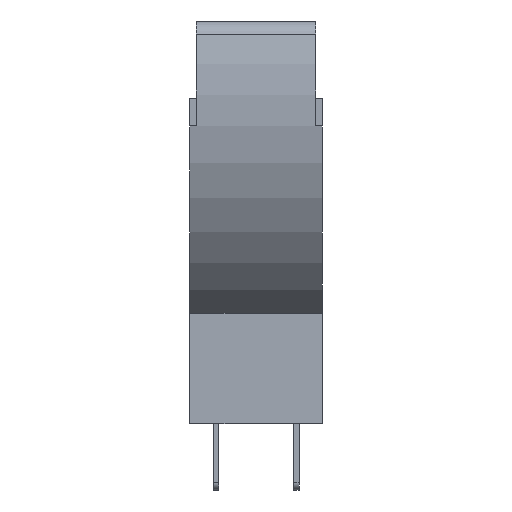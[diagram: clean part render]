
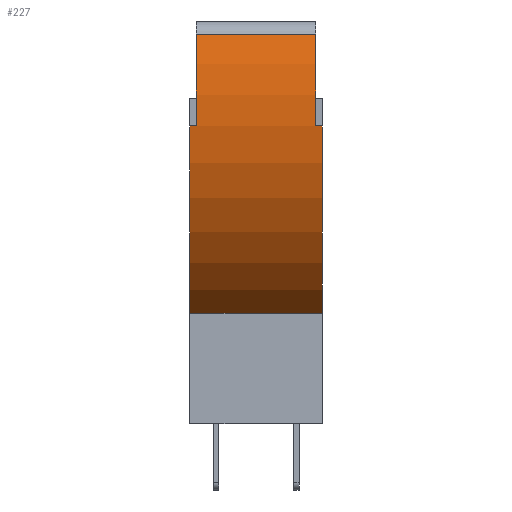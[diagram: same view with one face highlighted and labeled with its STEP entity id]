
A CAD part, left-side view. The second image highlights one B-rep face of the part: STEP entity #227.
In plain terms, the highlighted cylindrical face has radius 11.6 mm (diameter 23.2 mm), a partial arc.
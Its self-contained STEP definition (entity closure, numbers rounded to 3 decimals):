
#210 = ORIENTED_EDGE ( 'NONE', *, *, #1052, .T. ) ;
#227 = ADVANCED_FACE ( 'NONE', ( #13583 ), #15850, .T. ) ;
#415 = ORIENTED_EDGE ( 'NONE', *, *, #11279, .T. ) ;
#746 = VERTEX_POINT ( 'NONE', #14429 ) ;
#1052 = EDGE_CURVE ( 'NONE', #12916, #3297, #12619, .T. ) ;
#1432 = CARTESIAN_POINT ( 'NONE',  ( 0., -2.7, 14.574 ) ) ;
#1454 = VECTOR ( 'NONE', #5773, 1000. ) ;
#1574 = DIRECTION ( 'NONE',  ( 0., 0., -1. ) ) ;
#1683 = AXIS2_PLACEMENT_3D ( 'NONE', #1432, #15214, #8937 ) ;
#1914 = DIRECTION ( 'NONE',  ( 0., 1., 0. ) ) ;
#1926 = DIRECTION ( 'NONE',  ( 0., -1., 0. ) ) ;
#2053 = DIRECTION ( 'NONE',  ( 0., -1., 0. ) ) ;
#2312 = CARTESIAN_POINT ( 'NONE',  ( -11.185, 3., 17.649 ) ) ;
#2462 = DIRECTION ( 'NONE',  ( 0., -1., 0. ) ) ;
#2829 = AXIS2_PLACEMENT_3D ( 'NONE', #10338, #2992, #9032 ) ;
#2855 = VERTEX_POINT ( 'NONE', #7646 ) ;
#2860 = CARTESIAN_POINT ( 'NONE',  ( 0., 2.7, 14.574 ) ) ;
#2992 = DIRECTION ( 'NONE',  ( 0., -1., 0. ) ) ;
#3138 = LINE ( 'NONE', #13014, #8233 ) ;
#3297 = VERTEX_POINT ( 'NONE', #5587 ) ;
#3396 = CARTESIAN_POINT ( 'NONE',  ( -6.55, 3., 5. ) ) ;
#3403 = ORIENTED_EDGE ( 'NONE', *, *, #9629, .T. ) ;
#3441 = DIRECTION ( 'NONE',  ( 0., -1., 0. ) ) ;
#3685 = ORIENTED_EDGE ( 'NONE', *, *, #15715, .F. ) ;
#3971 = AXIS2_PLACEMENT_3D ( 'NONE', #7885, #2053, #8124 ) ;
#4126 = VERTEX_POINT ( 'NONE', #3396 ) ;
#4230 = DIRECTION ( 'NONE',  ( 0., -1., 0. ) ) ;
#4237 = CIRCLE ( 'NONE', #3971, 11.6 ) ;
#4321 = CARTESIAN_POINT ( 'NONE',  ( -11.549, -2.7, 13.487 ) ) ;
#4381 = EDGE_CURVE ( 'NONE', #11903, #2855, #9549, .T. ) ;
#4718 = AXIS2_PLACEMENT_3D ( 'NONE', #9667, #2462, #5801 ) ;
#5322 = CARTESIAN_POINT ( 'NONE',  ( -6.55, 3., 5. ) ) ;
#5564 = VERTEX_POINT ( 'NONE', #6220 ) ;
#5587 = CARTESIAN_POINT ( 'NONE',  ( -11.549, 2.7, 13.487 ) ) ;
#5773 = DIRECTION ( 'NONE',  ( 0., -1., 0. ) ) ;
#5801 = DIRECTION ( 'NONE',  ( 0., 0., -1. ) ) ;
#6199 = LINE ( 'NONE', #2312, #9160 ) ;
#6202 = ORIENTED_EDGE ( 'NONE', *, *, #11076, .F. ) ;
#6206 = ORIENTED_EDGE ( 'NONE', *, *, #4381, .F. ) ;
#6220 = CARTESIAN_POINT ( 'NONE',  ( -11.185, -2.7, 17.649 ) ) ;
#6392 = CARTESIAN_POINT ( 'NONE',  ( -11.185, 2.7, 17.649 ) ) ;
#7646 = CARTESIAN_POINT ( 'NONE',  ( -6.55, -3., 5. ) ) ;
#7885 = CARTESIAN_POINT ( 'NONE',  ( 0., 3., 14.574 ) ) ;
#8124 = DIRECTION ( 'NONE',  ( 0., 0., 1. ) ) ;
#8233 = VECTOR ( 'NONE', #1914, 1000. ) ;
#8628 = CIRCLE ( 'NONE', #1683, 11.6 ) ;
#8937 = DIRECTION ( 'NONE',  ( 0., 0., -1. ) ) ;
#9032 = DIRECTION ( 'NONE',  ( 0., 0., 1. ) ) ;
#9160 = VECTOR ( 'NONE', #3441, 1000. ) ;
#9549 = CIRCLE ( 'NONE', #2829, 11.6 ) ;
#9629 = EDGE_CURVE ( 'NONE', #3297, #746, #3138, .T. ) ;
#9667 = CARTESIAN_POINT ( 'NONE',  ( 0., 3., 14.574 ) ) ;
#9731 = CARTESIAN_POINT ( 'NONE',  ( -11.549, -3., 13.487 ) ) ;
#10338 = CARTESIAN_POINT ( 'NONE',  ( 0., -3., 14.574 ) ) ;
#10887 = EDGE_CURVE ( 'NONE', #5564, #13166, #8628, .T. ) ;
#10969 = ORIENTED_EDGE ( 'NONE', *, *, #14482, .T. ) ;
#11076 = EDGE_CURVE ( 'NONE', #12916, #5564, #6199, .T. ) ;
#11279 = EDGE_CURVE ( 'NONE', #746, #4126, #4237, .T. ) ;
#11355 = CARTESIAN_POINT ( 'NONE',  ( -11.549, -2.7, 13.487 ) ) ;
#11647 = LINE ( 'NONE', #5322, #11863 ) ;
#11863 = VECTOR ( 'NONE', #1926, 1000. ) ;
#11903 = VERTEX_POINT ( 'NONE', #9731 ) ;
#12619 = CIRCLE ( 'NONE', #14970, 11.6 ) ;
#12916 = VERTEX_POINT ( 'NONE', #6392 ) ;
#13014 = CARTESIAN_POINT ( 'NONE',  ( -11.549, 2.7, 13.487 ) ) ;
#13097 = EDGE_LOOP ( 'NONE', ( #210, #3403, #415, #10969, #6206, #3685, #15088, #6202 ) ) ;
#13166 = VERTEX_POINT ( 'NONE', #11355 ) ;
#13583 = FACE_OUTER_BOUND ( 'NONE', #13097, .T. ) ;
#14429 = CARTESIAN_POINT ( 'NONE',  ( -11.549, 3., 13.487 ) ) ;
#14482 = EDGE_CURVE ( 'NONE', #4126, #2855, #11647, .T. ) ;
#14970 = AXIS2_PLACEMENT_3D ( 'NONE', #2860, #4230, #1574 ) ;
#15088 = ORIENTED_EDGE ( 'NONE', *, *, #10887, .F. ) ;
#15214 = DIRECTION ( 'NONE',  ( 0., -1., 0. ) ) ;
#15430 = LINE ( 'NONE', #4321, #1454 ) ;
#15715 = EDGE_CURVE ( 'NONE', #13166, #11903, #15430, .T. ) ;
#15850 = CYLINDRICAL_SURFACE ( 'NONE', #4718, 11.6 ) ;
